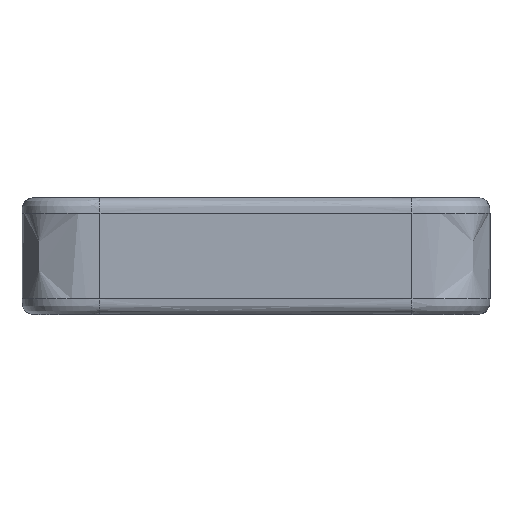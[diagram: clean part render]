
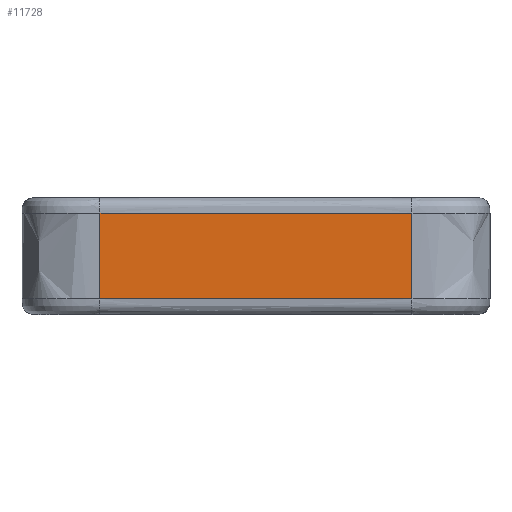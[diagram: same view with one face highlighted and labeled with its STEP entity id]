
A CAD part, left-side view. The second image highlights one B-rep face of the part: STEP entity #11728.
In plain terms, the highlighted planar face has unit normal (-1, 0, 0).
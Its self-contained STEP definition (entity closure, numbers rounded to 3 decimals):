
#598 = CARTESIAN_POINT ( 'NONE',  ( -107.5, -20., 2. ) ) ;
#825 = CARTESIAN_POINT ( 'NONE',  ( -107.5, -30., 15. ) ) ;
#1050 = CARTESIAN_POINT ( 'NONE',  ( -107.5, 20., 2. ) ) ;
#1129 = VERTEX_POINT ( 'NONE', #1881 ) ;
#1668 = CARTESIAN_POINT ( 'NONE',  ( -107.5, 6.667, 2. ) ) ;
#1732 = CARTESIAN_POINT ( 'NONE',  ( -107.5, 20., 13. ) ) ;
#1811 = AXIS2_PLACEMENT_3D ( 'NONE', #825, #10968, #10085 ) ;
#1849 = ORIENTED_EDGE ( 'NONE', *, *, #6000, .T. ) ;
#1881 = CARTESIAN_POINT ( 'NONE',  ( -107.5, 20., 13. ) ) ;
#2156 = VERTEX_POINT ( 'NONE', #1050 ) ;
#2429 = B_SPLINE_CURVE_WITH_KNOTS ( 'NONE', 3,
 ( #13439, #12472, #8225, #5191 ),
 .UNSPECIFIED., .F., .F.,
 ( 4, 4 ),
 ( 0.133, 0.867 ),
 .UNSPECIFIED. ) ;
#2893 = CARTESIAN_POINT ( 'NONE',  ( -107.5, -6.667, 2. ) ) ;
#3621 = CARTESIAN_POINT ( 'NONE',  ( -107.5, 20., 5.667 ) ) ;
#3758 = PLANE ( 'NONE',  #1811 ) ;
#4653 = CARTESIAN_POINT ( 'NONE',  ( -107.5, 20., 2. ) ) ;
#4732 = B_SPLINE_CURVE_WITH_KNOTS ( 'NONE', 3,
 ( #6904, #5959, #3621, #4653 ),
 .UNSPECIFIED., .F., .F.,
 ( 4, 4 ),
 ( 0.133, 0.867 ),
 .UNSPECIFIED. ) ;
#5191 = CARTESIAN_POINT ( 'NONE',  ( -107.5, -20., 13. ) ) ;
#5323 = EDGE_CURVE ( 'NONE', #11094, #12047, #2429, .T. ) ;
#5516 = B_SPLINE_CURVE_WITH_KNOTS ( 'NONE', 3,
 ( #10250, #12169, #10184, #1732 ),
 .UNSPECIFIED., .F., .F.,
 ( 4, 4 ),
 ( 0., 1. ),
 .UNSPECIFIED. ) ;
#5843 = CARTESIAN_POINT ( 'NONE',  ( -107.5, -20., 2. ) ) ;
#5959 = CARTESIAN_POINT ( 'NONE',  ( -107.5, 20., 9.333 ) ) ;
#5982 = CARTESIAN_POINT ( 'NONE',  ( -107.5, 20., 2. ) ) ;
#6000 = EDGE_CURVE ( 'NONE', #1129, #2156, #4732, .T. ) ;
#6195 = ORIENTED_EDGE ( 'NONE', *, *, #7852, .T. ) ;
#6196 = ORIENTED_EDGE ( 'NONE', *, *, #5323, .T. ) ;
#6904 = CARTESIAN_POINT ( 'NONE',  ( -107.5, 20., 13. ) ) ;
#7035 = FACE_OUTER_BOUND ( 'NONE', #10197, .T. ) ;
#7183 = CARTESIAN_POINT ( 'NONE',  ( -107.5, -20., 13. ) ) ;
#7852 = EDGE_CURVE ( 'NONE', #2156, #11094, #9334, .T. ) ;
#8225 = CARTESIAN_POINT ( 'NONE',  ( -107.5, -20., 9.333 ) ) ;
#9334 = B_SPLINE_CURVE_WITH_KNOTS ( 'NONE', 3,
 ( #5982, #1668, #2893, #5843 ),
 .UNSPECIFIED., .F., .F.,
 ( 4, 4 ),
 ( 0., 1. ),
 .UNSPECIFIED. ) ;
#10085 = DIRECTION ( 'NONE',  ( 0., -1., 0. ) ) ;
#10184 = CARTESIAN_POINT ( 'NONE',  ( -107.5, 6.667, 13. ) ) ;
#10197 = EDGE_LOOP ( 'NONE', ( #6196, #11232, #1849, #6195 ) ) ;
#10250 = CARTESIAN_POINT ( 'NONE',  ( -107.5, -20., 13. ) ) ;
#10793 = EDGE_CURVE ( 'NONE', #12047, #1129, #5516, .T. ) ;
#10968 = DIRECTION ( 'NONE',  ( -1., 0., 0. ) ) ;
#11094 = VERTEX_POINT ( 'NONE', #598 ) ;
#11232 = ORIENTED_EDGE ( 'NONE', *, *, #10793, .T. ) ;
#11728 = ADVANCED_FACE ( 'NONE', ( #7035 ), #3758, .T. ) ;
#12047 = VERTEX_POINT ( 'NONE', #7183 ) ;
#12169 = CARTESIAN_POINT ( 'NONE',  ( -107.5, -6.667, 13. ) ) ;
#12472 = CARTESIAN_POINT ( 'NONE',  ( -107.5, -20., 5.667 ) ) ;
#13439 = CARTESIAN_POINT ( 'NONE',  ( -107.5, -20., 2. ) ) ;
